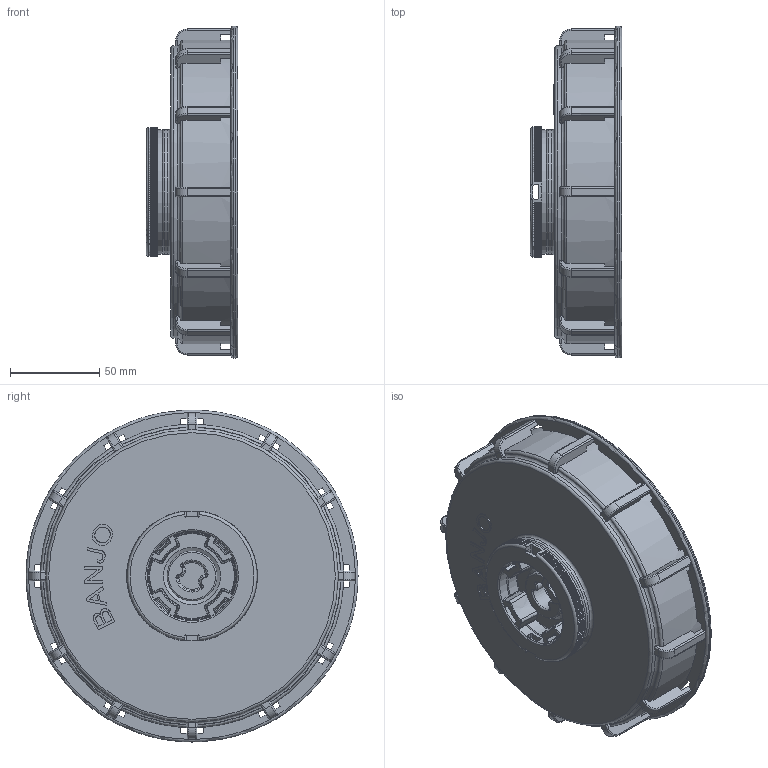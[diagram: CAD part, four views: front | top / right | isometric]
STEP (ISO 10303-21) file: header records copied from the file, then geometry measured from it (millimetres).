
FILE_DESCRIPTION(/* description */ ('6" IBC TANK LID W/ 2" FNPT'),/* implementation_level */ '2;1');
FILE_NAME(/* name */ 'TL652E.stp',/* time_stamp */ '2015-12-08T09:24:03-05:00',/* author */ ('MJC'),/* organization */ (''),/* preprocessor_version */ 'ST-DEVELOPER v16.1',/* originating_system */ 'Autodesk Inventor 2016',/* authorisation */ '');
FILE_SCHEMA (('AUTOMOTIVE_DESIGN { 1 0 10303 214 3 1 1 }'));
Products named in the file (7): TL6502; A140M6E; 200MPT; 200MPTG; TL6531X; TL6531; TL652E
Assembly tree (6 placements, depth 3):
  TL652E
    TL6502
    A140M6E
    TL6531
      200MPT
      200MPTG
      TL6531X
Bounding box: 51.31 x 186.18 x 186.18 mm (x, y, z)
Volume: 323485.8 mm3; surface area: 166784.7 mm2
Topology: 6 solids, 6 shells, 1696 faces, 4459 edges, 2768 vertices
Faces by surface type: plane 787, cylinder 522, bspline 172, torus 120, cone 67, sphere 28
Full cylindrical faces by diameter (mm): 5.08 x1, 20.218 x1, 22.962 x1, 23.787 x5, 23.838 x1, 27.94 x2, 58.42 x1, 60.452 x3, 69.85 x3, 135.318 x1, 154.178 x1, 163.195 x3, 163.83 x1, 170.18 x1, 186.182 x1
Entity records: 60028 total; most frequent: CARTESIAN_POINT 19112, ORIENTED_EDGE 8710, DIRECTION 8419, EDGE_CURVE 4355, AXIS2_PLACEMENT_3D 3118, VERTEX_POINT 2727, LINE 2183, VECTOR 2183
